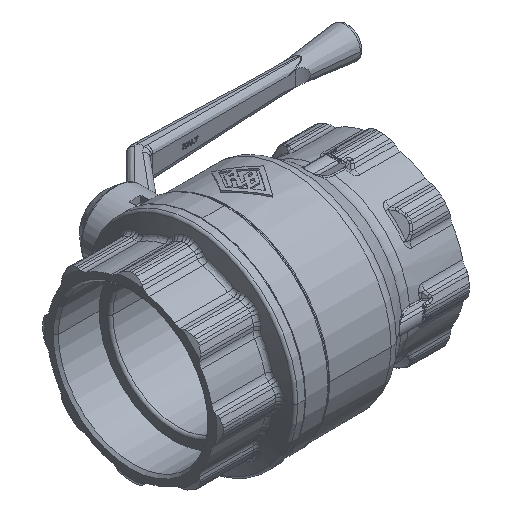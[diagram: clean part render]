
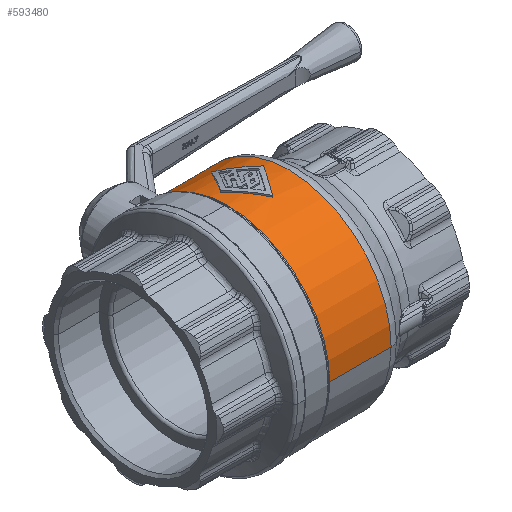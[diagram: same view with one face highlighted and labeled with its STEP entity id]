
A CAD part, isometric view. The second image highlights one B-rep face of the part: STEP entity #593480.
In plain terms, the highlighted cylindrical face has radius 75.25 mm (diameter 150.5 mm), a partial arc.
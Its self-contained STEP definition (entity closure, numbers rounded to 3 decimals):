
#9050=CARTESIAN_POINT('',(0.008,72.619,
-19.726));
#9060=VERTEX_POINT('',#9050);
#9090=CARTESIAN_POINT('',(0.008,72.619,
-19.726));
#9100=CARTESIAN_POINT('',(-3.223,72.618,
-19.727));
#9110=CARTESIAN_POINT('',(-6.412,72.834,
-18.972));
#9120=CARTESIAN_POINT('',(-12.16,73.526,
-16.087));
#9130=CARTESIAN_POINT('',(-14.645,73.985,
-13.989));
#9140=CARTESIAN_POINT('',(-18.482,74.794,
-8.708));
#9150=CARTESIAN_POINT('',(-19.725,75.117,
-5.572));
#9160=CARTESIAN_POINT('',(-20.499,75.313,
0.967));
#9170=CARTESIAN_POINT('',(-20.055,75.192,
4.23));
#9180=CARTESIAN_POINT('',(-17.644,74.616,
10.186));
#9190=CARTESIAN_POINT('',(-15.752,74.185,
12.788));
#9200=CARTESIAN_POINT('',(-10.787,73.334,
17.014));
#9210=CARTESIAN_POINT('',(-7.735,72.938,
18.524));
#9220=CARTESIAN_POINT('',(-1.164,72.558,
19.963));
#9230=CARTESIAN_POINT('',(2.263,72.584,
19.873));
#9240=CARTESIAN_POINT('',(8.601,73.038,
18.133));
#9250=CARTESIAN_POINT('',(11.448,73.435,
16.571));
#9260=CARTESIAN_POINT('',(16.241,74.285,
12.219));
#9270=CARTESIAN_POINT('',(18.089,74.719,
9.455));
#9280=CARTESIAN_POINT('',(20.261,75.246,
3.229));
#9290=CARTESIAN_POINT('',(20.532,75.321,
-0.119));
#9300=CARTESIAN_POINT('',(19.392,75.034,
-6.51));
#9310=CARTESIAN_POINT('',(18.071,74.698,
-9.44));
#9320=CARTESIAN_POINT('',(14.112,73.884,
-14.511));
#9330=CARTESIAN_POINT('',(11.503,73.421,
-16.55));
#9340=CARTESIAN_POINT('',(5.851,72.796,
-19.099));
#9350=CARTESIAN_POINT('',(2.944,72.619,
-19.725));
#9360=CARTESIAN_POINT('',(0.008,72.619,
-19.726));
#9370=B_SPLINE_CURVE_WITH_KNOTS('',3,(#9090,#9100,#9110,#9120,#9130,
#9140,#9150,#9160,#9170,#9180,#9190,#9200,#9210,#9220,#9230,#9240,#9250,
#9260,#9270,#9280,#9290,#9300,#9310,#9320,#9330,#9340,#9350,#9360),
.UNSPECIFIED.,.T.,.F.,(1,3,2,2,2,2,2,2,2,2,2,2,2,2,3,1),(
-8.349,0.,9.187,18.445,28.039,
37.381,46.565,56.177,65.738,
74.932,84.413,93.933,103.094,
112.51,120.859,130.046),.UNSPECIFIED.);
#9380=CARTESIAN_POINT('',(20.25,75.25,0.));
#9390=VERTEX_POINT('',#9380);
#9400=EDGE_CURVE('',#9390,#9060,#9370,.T.);
#9800=CARTESIAN_POINT('',(-17.499,11.956,
-74.294));
#9810=VERTEX_POINT('',#9800);
#9840=CARTESIAN_POINT('',(-9.127,0.,0.));
#9850=DIRECTION('',(0.819,0.574,0.));
#9860=DIRECTION('',(-0.574,0.819,0.));
#9870=AXIS2_PLACEMENT_3D('',#9840,#9850,#9860);
#9880=ELLIPSE('',#9870,91.863,75.25);
#9890=CARTESIAN_POINT('',(-1.744,-10.544,
-74.508));
#9900=VERTEX_POINT('',#9890);
#9910=EDGE_CURVE('',#9900,#9810,#9880,.T.);
#168220=CARTESIAN_POINT('',(-3.,0.,0.));
#168230=DIRECTION('',(-1.,0.,0.));
#168240=DIRECTION('',(0.,-1.,0.));
#168250=AXIS2_PLACEMENT_3D('',#168220,#168230,#168240);
#168260=CYLINDRICAL_SURFACE('',#168250,75.25);
#213140=CARTESIAN_POINT('',(-24.367,75.25,0.));
#213150=VERTEX_POINT('',#213140);
#213180=CARTESIAN_POINT('',(-24.367,0.,0.));
#213190=DIRECTION('',(1.,0.,0.));
#213200=DIRECTION('',(0.,-1.,0.));
#213210=AXIS2_PLACEMENT_3D('',#213180,#213190,#213200);
#213220=CIRCLE('',#213210,75.25);
#213230=CARTESIAN_POINT('',(-24.367,-75.25,0.));
#213240=VERTEX_POINT('',#213230);
#215660=CARTESIAN_POINT('',(-1.744,34.456,
-66.898));
#215670=VERTEX_POINT('',#215660);
#215700=CARTESIAN_POINT('',(-25.871,0.,
0.));
#215710=DIRECTION('',(0.819,-0.574,0.));
#215720=DIRECTION('',(0.574,0.819,0.));
#215730=AXIS2_PLACEMENT_3D('',#215700,#215710,#215720);
#215740=ELLIPSE('',#215730,91.863,75.25);
#215750=EDGE_CURVE('',#9810,#215670,#215740,.T.);
#249380=CARTESIAN_POINT('',(20.879,0.,0.));
#249390=DIRECTION('',(1.,0.,0.));
#249400=DIRECTION('',(0.,-1.,0.));
#249410=AXIS2_PLACEMENT_3D('',#249380,#249390,#249400);
#249420=CIRCLE('',#249410,75.25);
#249430=CARTESIAN_POINT('',(20.879,75.25,0.)
);
#249440=VERTEX_POINT('',#249430);
#249470=CARTESIAN_POINT('',(20.879,-75.25,0.));
#249480=VERTEX_POINT('',#249470);
#249490=EDGE_CURVE('',#249480,#249440,#249420,.T.);
#326380=CARTESIAN_POINT('',(-3.,-75.25,0.));
#326390=DIRECTION('',(-1.,0.,0.));
#326400=VECTOR('',#326390,1.);
#326410=LINE('',#326380,#326400);
#326420=EDGE_CURVE('',#249480,#213240,#326410,.T.);
#326450=CARTESIAN_POINT('',(-3.,75.25,0.));
#326460=DIRECTION('',(-1.,0.,0.));
#326470=VECTOR('',#326460,1.);
#326480=LINE('',#326450,#326470);
#326490=CARTESIAN_POINT('',(-20.25,75.25,0.
));
#326500=VERTEX_POINT('',#326490);
#326510=EDGE_CURVE('',#326500,#213150,#326480,.T.);
#326560=EDGE_CURVE('',#249440,#9390,#326480,.T.);
#372190=CARTESIAN_POINT('',(5.638,0.,
0.));
#372200=DIRECTION('',(-0.819,0.574,0.));
#372210=DIRECTION('',(-0.574,-0.819,0.));
#372220=AXIS2_PLACEMENT_3D('',#372190,#372200,#372210);
#372230=ELLIPSE('',#372220,91.863,75.25);
#372240=CARTESIAN_POINT('',(14.01,11.956,
-74.294));
#372250=VERTEX_POINT('',#372240);
#372260=EDGE_CURVE('',#372250,#9900,#372230,.T.);
#442920=CARTESIAN_POINT('',(22.382,0.,
0.));
#442930=DIRECTION('',(-0.819,-0.574,0.));
#442940=DIRECTION('',(0.574,-0.819,0.));
#442950=AXIS2_PLACEMENT_3D('',#442920,#442930,#442940);
#442960=ELLIPSE('',#442950,91.863,75.25);
#442970=EDGE_CURVE('',#215670,#372250,#442960,.T.);
#593310=ORIENTED_EDGE('',*,*,#9400,.F.);
#593320=EDGE_CURVE('',#9060,#326500,#9370,.T.);
#593330=ORIENTED_EDGE('',*,*,#593320,.F.);
#593340=ORIENTED_EDGE('',*,*,#326510,.F.);
#593350=EDGE_CURVE('',#213240,#213150,#213220,.T.);
#593360=ORIENTED_EDGE('',*,*,#593350,.T.);
#593370=ORIENTED_EDGE('',*,*,#326420,.T.);
#593380=ORIENTED_EDGE('',*,*,#249490,.F.);
#593390=ORIENTED_EDGE('',*,*,#326560,.F.);
#593400=EDGE_LOOP('',(#593390,#593380,#593370,#593360,#593340,#593330,
#593310));
#593410=FACE_OUTER_BOUND('',#593400,.T.);
#593420=ORIENTED_EDGE('',*,*,#442970,.F.);
#593430=ORIENTED_EDGE('',*,*,#372260,.F.);
#593440=ORIENTED_EDGE('',*,*,#9910,.F.);
#593450=ORIENTED_EDGE('',*,*,#215750,.F.);
#593460=EDGE_LOOP('',(#593450,#593440,#593430,#593420));
#593470=FACE_BOUND('',#593460,.T.);
#593480=ADVANCED_FACE('',(#593410,#593470),#168260,.T.);
